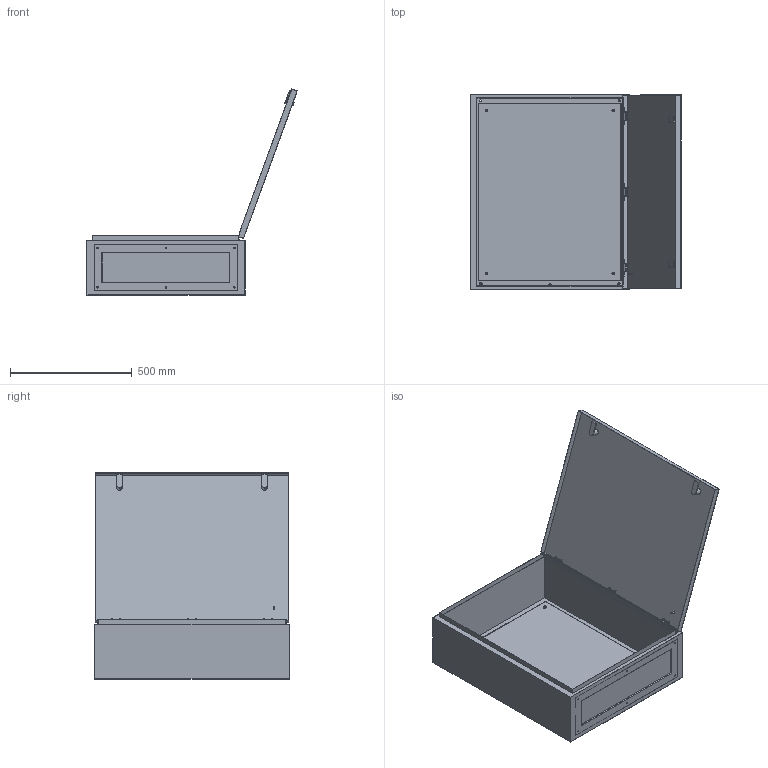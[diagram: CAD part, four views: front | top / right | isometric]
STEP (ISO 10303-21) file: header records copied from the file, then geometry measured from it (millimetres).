
FILE_DESCRIPTION (( 'STEP AP214' ), '1' );
FILE_NAME ('SHMP-4-3 LIGHT IP54.STEP', '2016-10-24T09:33:16', ( 'user' ), ( '' ), 'SwSTEP 2.0', 'SolidWorks 2014', '' );
FILE_SCHEMA (( 'AUTOMOTIVE_DESIGN' ));
Length unit declared in the file: millimetre
Products named in the file (6): Mont.Panel_4; SHMP-4-3 LIGHT IP54; Gaika_6; Kryshka_1; Obolochka_SHMP_4; Dver_4
Assembly tree (14 placements, depth 2):
  SHMP-4-3 LIGHT IP54
    Obolochka_SHMP_4
    Mont.Panel_4
    Dver_4
    Kryshka_1
    Gaika_6  x10
Bounding box: 863.85 x 800 x 846.07 mm (x, y, z)
Volume: 2446342 mm3; surface area: 4827547.9 mm2
Topology: 23 solids, 23 shells, 391 faces, 929 edges, 610 vertices
Faces by surface type: plane 243, cylinder 120, cone 28
Entity records: 9174 total; most frequent: DIRECTION 1585, CARTESIAN_POINT 1497, ORIENTED_EDGE 1426, EDGE_CURVE 713, AXIS2_PLACEMENT_3D 554, LINE 477, VECTOR 477, VERTEX_POINT 466
